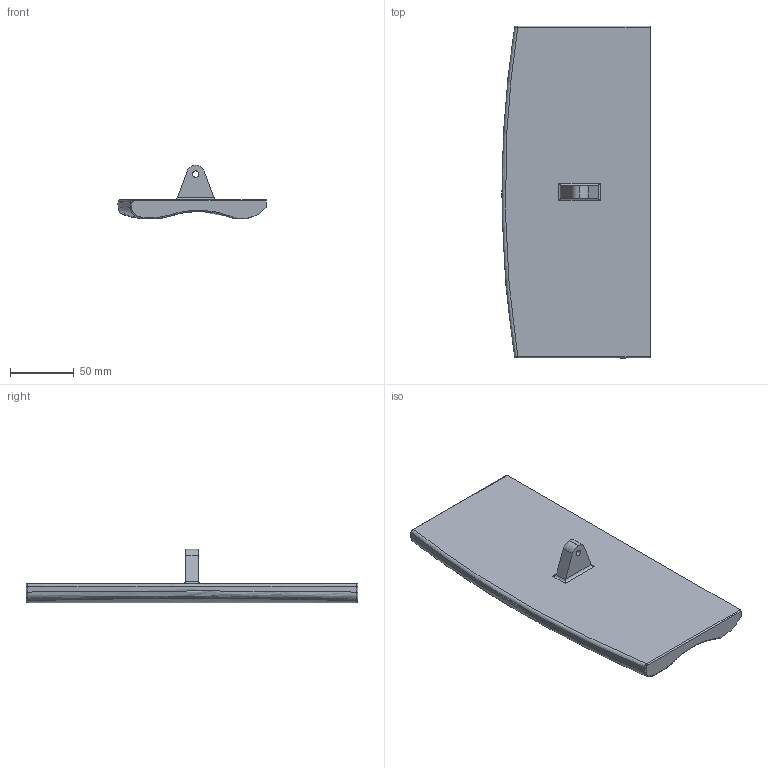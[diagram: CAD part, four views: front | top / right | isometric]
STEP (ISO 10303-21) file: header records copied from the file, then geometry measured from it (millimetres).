
FILE_DESCRIPTION(('FreeCAD Model'),'2;1');
FILE_NAME('Pala_v3.step','2020-04-19T12:12:13',('Author'),(''), 'Open CASCADE STEP processor 7.3','FreeCAD','Unknown');
FILE_SCHEMA(('AUTOMOTIVE_DESIGN { 1 0 10303 214 1 1 1 1 }'));
Length unit declared in the file: millimetre
Products named in the file (1): Fillet002
Bounding box: 116 x 260 x 42 mm (x, y, z)
Volume: 365675.5 mm3; surface area: 67420.2 mm2
Topology: 1 solids, 1 shells, 46 faces, 113 edges, 68 vertices
Faces by surface type: bspline 36, plane 7, cylinder 3
Full cylindrical faces by diameter (mm): 5 x1
Entity records: 6385 total; most frequent: CARTESIAN_POINT 4680, ORIENTED_EDGE 222, PCURVE 222, DEFINITIONAL_REPRESENTATION 222, B_SPLINE_CURVE_WITH_KNOTS 162, DIRECTION 146, EDGE_CURVE 111, SURFACE_CURVE 110
